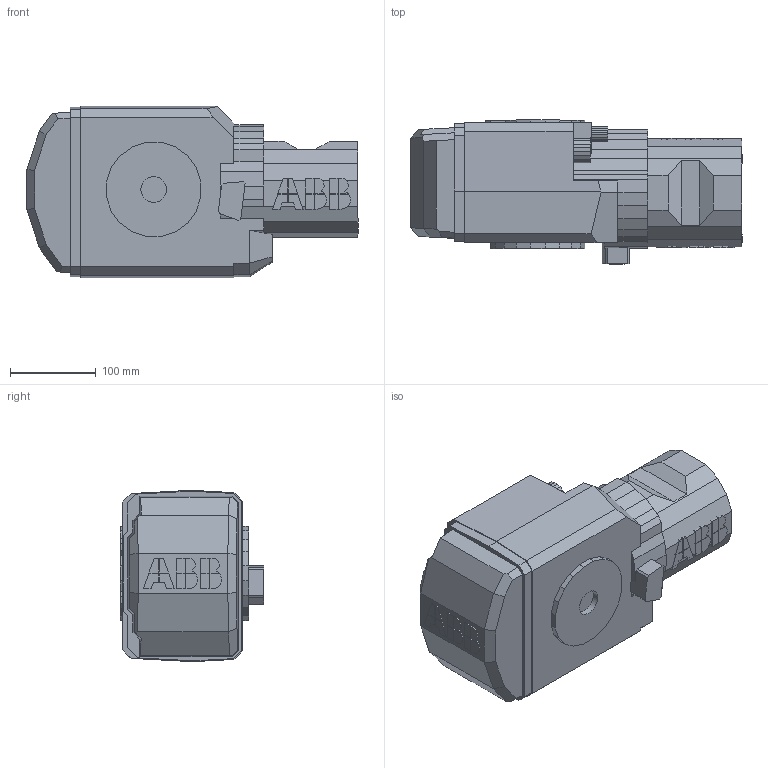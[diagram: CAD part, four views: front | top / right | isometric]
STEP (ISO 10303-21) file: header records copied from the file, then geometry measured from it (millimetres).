
FILE_DESCRIPTION (( 'STEP AP214' ), '1' );
FILE_NAME ('IRB140_6kg-81_LINK3_CAD_rev02.STEP', '2017-01-24T06:55:57', ( 'ABB' ), ( 'ABB' ), 'SwSTEP 2.0', 'SolidWorks 2014', '' );
FILE_SCHEMA (( 'AUTOMOTIVE_DESIGN' ));
Length unit declared in the file: millimetre
Products named in the file (1): IRB140_6kg-81_LINK3_CAD_rev02
Bounding box: 387.65 x 168 x 200 mm (x, y, z)
Volume: 8032956.4 mm3; surface area: 332660.6 mm2
Topology: 4 solids, 4 shells, 571 faces, 1634 edges, 1081 vertices
Faces by surface type: plane 563, cylinder 8
Entity records: 21768 total; most frequent: CARTESIAN_POINT 3338, ORIENTED_EDGE 3268, DIRECTION 2773, EDGE_CURVE 1634, LINE 1605, VECTOR 1605, VERTEX_POINT 1081, AXIS2_PLACEMENT_3D 584
